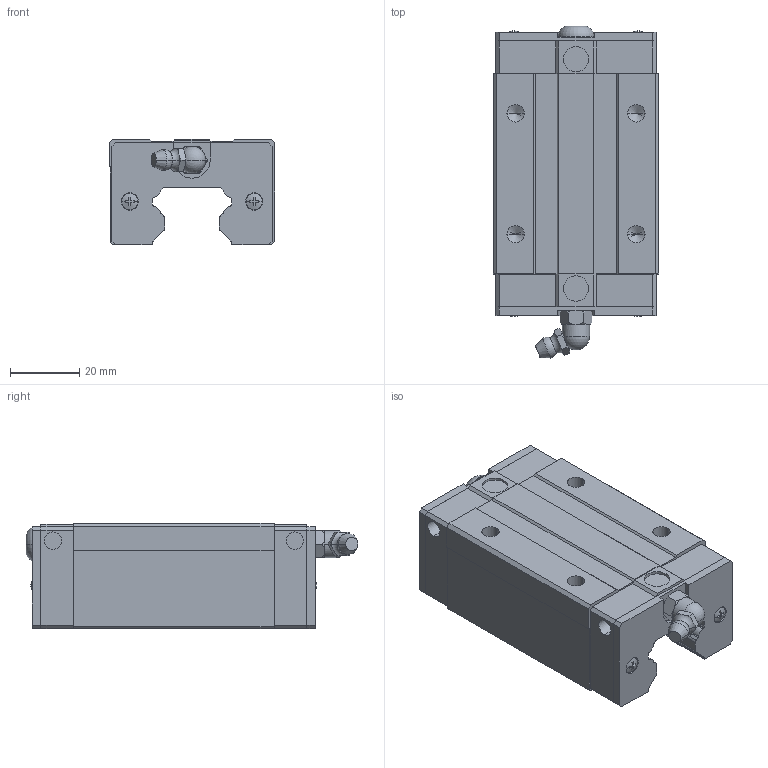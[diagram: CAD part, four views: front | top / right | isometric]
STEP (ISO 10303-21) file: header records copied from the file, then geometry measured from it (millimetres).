
FILE_DESCRIPTION(('STEP AP214'),'1');
FILE_NAME('cctmp_F13101D6-CBD4-45BE-BEDF-7C0213AAC14F_2020_4_23_13_40_13_829..stp','2020-04-23T11:40:14',('HIWIN GmbH'),('CADClick - www.CADClick.com'),'Spatial InterOp 3D',' ','unknown authorization');
FILE_SCHEMA(('AUTOMOTIVE_DESIGN'));
Length unit declared in the file: millimetre
Products named in the file (1): HGL25CAZ0H_FILE
Bounding box: 48 x 96.11 x 30.5 mm (x, y, z)
Volume: 90079.6 mm3; surface area: 19568.5 mm2
Topology: 1 solids, 4 shells, 343 faces, 906 edges, 582 vertices
Faces by surface type: plane 203, cylinder 74, cone 46, torus 18, sphere 2
Entity records: 13462 total; most frequent: CARTESIAN_POINT 2358, ORIENTED_EDGE 1792, DIRECTION 1694, EDGE_CURVE 896, VERTEX_POINT 582, AXIS2_PLACEMENT_3D 570, LINE 554, VECTOR 554
